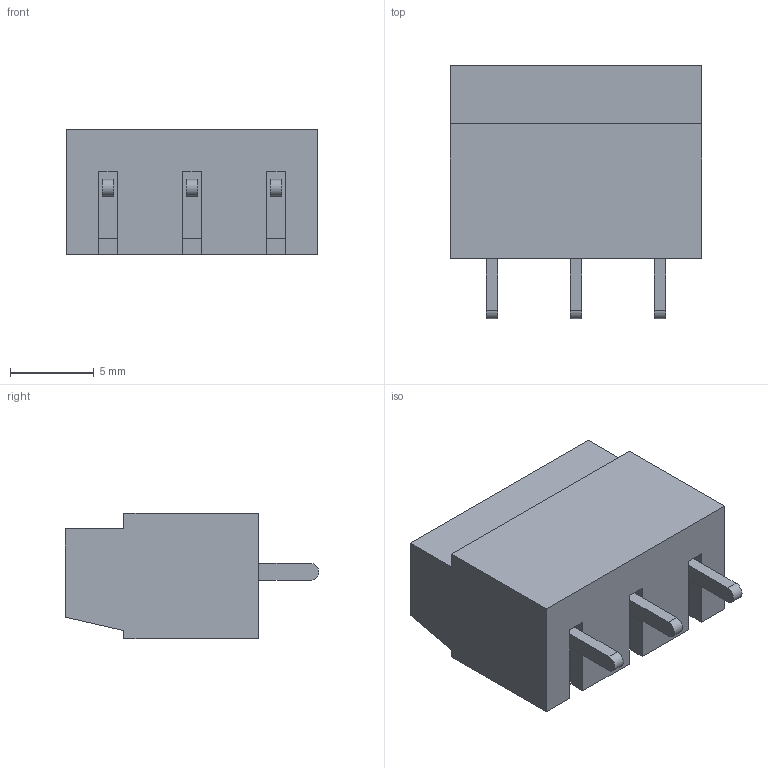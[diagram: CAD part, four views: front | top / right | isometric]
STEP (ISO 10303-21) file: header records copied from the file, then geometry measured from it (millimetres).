
FILE_DESCRIPTION (( 'STEP AP214' ), '1' );
FILE_NAME ('691137710003.STEP', '2019-04-11T22:39:27', ( '' ), ( '' ), 'SwSTEP 2.0', 'SolidWorks 2017', '' );
FILE_SCHEMA (( 'AUTOMOTIVE_DESIGN' ));
Length unit declared in the file: millimetre
Products named in the file (1): 691137710003
Bounding box: 15 x 15.1 x 7.5 mm (x, y, z)
Volume: 873.7 mm3; surface area: 2216.3 mm2
Topology: 13 solids, 13 shells, 247 faces, 537 edges, 319 vertices
Faces by surface type: plane 202, cylinder 45
Entity records: 6770 total; most frequent: DIRECTION 1138, CARTESIAN_POINT 1104, ORIENTED_EDGE 1074, EDGE_CURVE 537, VECTOR 432, LINE 432, AXIS2_PLACEMENT_3D 353, VERTEX_POINT 319
